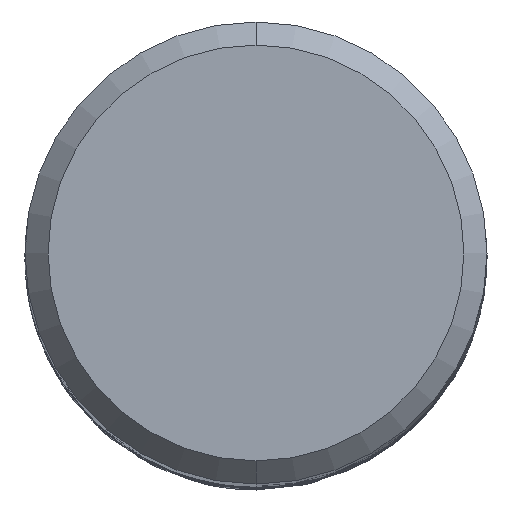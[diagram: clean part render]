
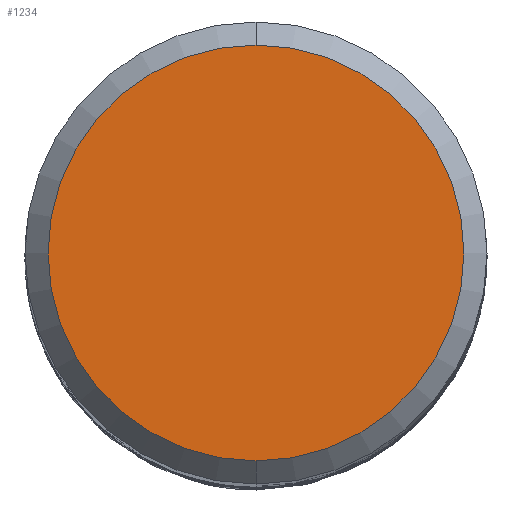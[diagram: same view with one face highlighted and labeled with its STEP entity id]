
A CAD part, top view. The second image highlights one B-rep face of the part: STEP entity #1234.
In plain terms, the highlighted planar face has unit normal (0, 0, 1).
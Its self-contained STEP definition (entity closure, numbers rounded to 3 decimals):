
#664=VERTEX_POINT('',#1758);
#874=EDGE_CURVE('',#664,#944,#1988,.T.);
#944=VERTEX_POINT('',#2063);
#1054=EDGE_CURVE('',#944,#664,#2188,.T.);
#1234=ADVANCED_FACE('',(#2383),#2384,.T.);
#1758=CARTESIAN_POINT('',(0.,-9.0,0.0));
#1988=CIRCLE('',#7585,9.0);
#2063=CARTESIAN_POINT('',(0.0,9.0,0.0));
#2188=CIRCLE('',#10628,9.0);
#2383=FACE_OUTER_BOUND('',#13484,.T.);
#2384=PLANE('',#13485);
#7585=AXIS2_PLACEMENT_3D('',#19014,#19015,#19016);
#10628=AXIS2_PLACEMENT_3D('',#19262,#19263,#19264);
#13484=EDGE_LOOP('',(#19445,#19446));
#13485=AXIS2_PLACEMENT_3D('',#19447,#19448,#19449);
#19014=CARTESIAN_POINT('',(0.0,0.0,0.0));
#19015=DIRECTION('',(0.0,0.0,-1.0));
#19016=DIRECTION('',(0.0,1.0,0.0));
#19262=CARTESIAN_POINT('',(0.0,0.0,0.0));
#19263=DIRECTION('',(0.0,0.0,-1.0));
#19264=DIRECTION('',(0.0,1.0,0.0));
#19445=ORIENTED_EDGE('',*,*,#1054,.F.);
#19446=ORIENTED_EDGE('',*,*,#874,.F.);
#19447=CARTESIAN_POINT('',(0.0,4.5,0.0));
#19448=DIRECTION('',(-0.0,0.0,1.0));
#19449=DIRECTION('',(0.0,-1.0,0.0));
